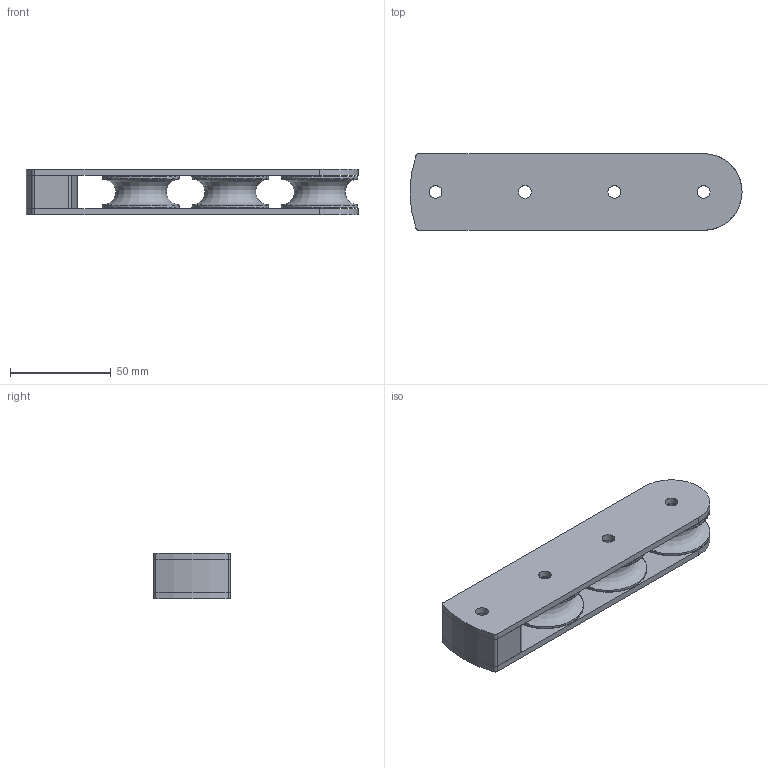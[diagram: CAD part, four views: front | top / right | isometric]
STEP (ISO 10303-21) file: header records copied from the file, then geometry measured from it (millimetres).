
FILE_DESCRIPTION(('FreeCAD Model'),'2;1');
FILE_NAME('Open CASCADE Shape Model','2023-08-01T13:04:24',('Author'),( ''),'Open CASCADE STEP processor 7.5','FreeCAD','Unknown');
FILE_SCHEMA(('AUTOMOTIVE_DESIGN { 1 0 10303 214 1 1 1 1 }'));
Length unit declared in the file: millimetre
Products named in the file (17): deck_organizer12_3; LinkGroup003; LinkGroup; SHEAVE; BUSHING; LinkGroup001; SHEAVE001; BUSHING001; LinkGroup002; SHEAVE002; BUSHING002; LinkGroup004; END BLOCK; TOP PLATE; Body002; BOTTOM PLATE; Cut
Assembly tree (16 placements, depth 4):
  deck_organizer12_3
    LinkGroup003
      LinkGroup
        SHEAVE
        BUSHING
      LinkGroup001
        SHEAVE001
        BUSHING001
      LinkGroup002
        SHEAVE002
        BUSHING002
    LinkGroup004
      END BLOCK
      TOP PLATE
        Body002
      BOTTOM PLATE
        Cut
Bounding box: 165.1 x 38.1 x 22.86 mm (x, y, z)
Volume: 84824.5 mm3; surface area: 48674.9 mm2
Topology: 9 solids, 9 shells, 264 faces, 668 edges, 432 vertices
Faces by surface type: extrusion 129, plane 60, cylinder 38, cone 22, torus 6, bspline 6, revolution 3
Full cylindrical faces by diameter (mm): 6.35 x12, 12.7 x6, 38.1 x6
Entity records: 19011 total; most frequent: CARTESIAN_POINT 4802, DIRECTION 1983, VECTOR 1410, ORIENTED_EDGE 1336, PCURVE 1336, DEFINITIONAL_REPRESENTATION 1336, LINE 1281, EDGE_CURVE 668
